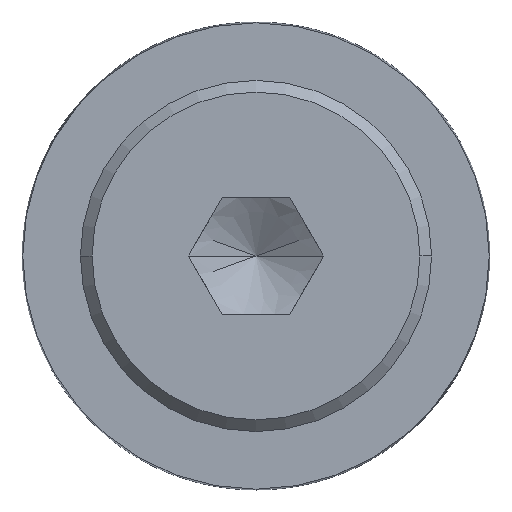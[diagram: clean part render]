
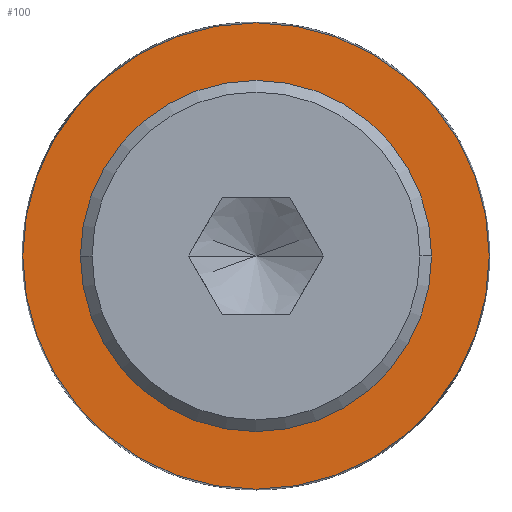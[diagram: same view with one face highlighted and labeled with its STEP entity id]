
A CAD part, left-side view. The second image highlights one B-rep face of the part: STEP entity #100.
In plain terms, the highlighted planar face has unit normal (-1, 0, 0).
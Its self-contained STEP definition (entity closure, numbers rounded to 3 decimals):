
#100=ADVANCED_FACE('',(#164,#165),#166,.T.);
#164=FACE_OUTER_BOUND('',#245,.T.);
#165=FACE_BOUND('',#246,.T.);
#166=PLANE('',#247);
#245=EDGE_LOOP('',(#456,#457,#458));
#246=EDGE_LOOP('',(#459,#460));
#247=AXIS2_PLACEMENT_3D('',#461,#462,#463);
#456=ORIENTED_EDGE('',*,*,#563,.F.);
#457=ORIENTED_EDGE('',*,*,#562,.F.);
#458=ORIENTED_EDGE('',*,*,#609,.F.);
#459=ORIENTED_EDGE('',*,*,#570,.T.);
#460=ORIENTED_EDGE('',*,*,#608,.T.);
#461=CARTESIAN_POINT('',(0.4,6.985,0.0));
#462=DIRECTION('',(-1.0,0.,0.0));
#463=DIRECTION('',(0.,-1.0,0.0));
#562=EDGE_CURVE('',#657,#660,#661,.T.);
#563=EDGE_CURVE('',#660,#662,#663,.T.);
#570=EDGE_CURVE('',#670,#674,#676,.T.);
#608=EDGE_CURVE('',#674,#670,#736,.T.);
#609=EDGE_CURVE('',#662,#657,#737,.T.);
#657=VERTEX_POINT('',#795);
#660=VERTEX_POINT('',#798);
#661=CIRCLE('',#799,7.97);
#662=VERTEX_POINT('',#800);
#663=CIRCLE('',#801,7.97);
#670=VERTEX_POINT('',#808);
#674=VERTEX_POINT('',#813);
#676=CIRCLE('',#816,6.0);
#736=CIRCLE('',#952,6.0);
#737=CIRCLE('',#953,7.97);
#795=CARTESIAN_POINT('',(0.4,0.,-7.97));
#798=CARTESIAN_POINT('',(0.4,7.97,0.0));
#799=AXIS2_PLACEMENT_3D('',#1004,#1005,#1006);
#800=CARTESIAN_POINT('',(0.4,0.,7.97));
#801=AXIS2_PLACEMENT_3D('',#1007,#1008,#1009);
#808=CARTESIAN_POINT('',(0.4,6.0,0.0));
#813=CARTESIAN_POINT('',(0.4,-6.0,0.));
#816=AXIS2_PLACEMENT_3D('',#1024,#1025,#1026);
#952=AXIS2_PLACEMENT_3D('',#1076,#1077,#1078);
#953=AXIS2_PLACEMENT_3D('',#1079,#1080,#1081);
#1004=CARTESIAN_POINT('',(0.4,0.0,0.0));
#1005=DIRECTION('',(1.0,0.0,0.0));
#1006=DIRECTION('',(0.0,1.0,0.0));
#1007=CARTESIAN_POINT('',(0.4,0.0,0.0));
#1008=DIRECTION('',(1.0,0.0,0.0));
#1009=DIRECTION('',(0.0,1.0,0.0));
#1024=CARTESIAN_POINT('',(0.4,0.0,0.0));
#1025=DIRECTION('',(1.0,0.0,0.0));
#1026=DIRECTION('',(0.0,1.0,0.0));
#1076=CARTESIAN_POINT('',(0.4,0.0,0.0));
#1077=DIRECTION('',(1.0,0.0,0.0));
#1078=DIRECTION('',(0.0,1.0,0.0));
#1079=CARTESIAN_POINT('',(0.4,0.0,0.0));
#1080=DIRECTION('',(1.0,0.0,0.0));
#1081=DIRECTION('',(0.0,1.0,0.0));
